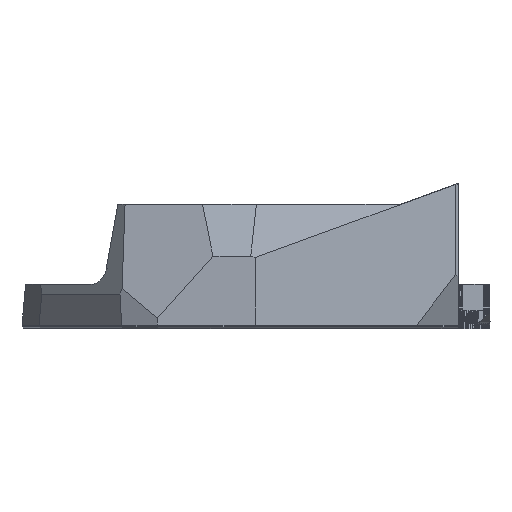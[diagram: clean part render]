
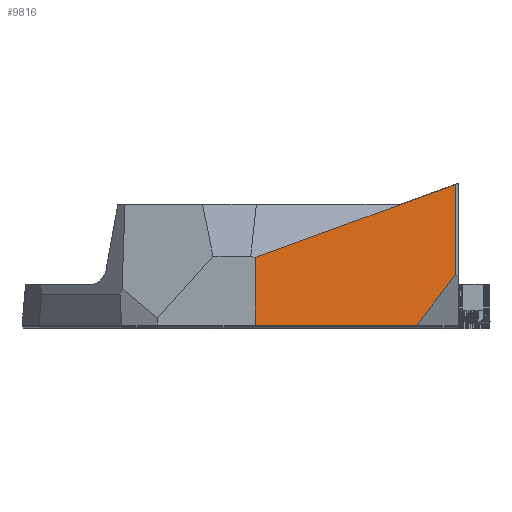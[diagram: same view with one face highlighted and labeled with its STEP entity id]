
A CAD part, left-side view. The second image highlights one B-rep face of the part: STEP entity #9816.
In plain terms, the highlighted planar face has unit normal (-0.984, -0.174, -0.043).
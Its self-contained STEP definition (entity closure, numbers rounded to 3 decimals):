
#549 = LINE ( 'NONE', #677, #2082 ) ;
#677 = CARTESIAN_POINT ( 'NONE',  ( -31.405, 14.664, 24.213 ) ) ;
#781 = VERTEX_POINT ( 'NONE', #13122 ) ;
#959 = VERTEX_POINT ( 'NONE', #14931 ) ;
#1047 = ORIENTED_EDGE ( 'NONE', *, *, #9659, .T. ) ;
#1861 = ORIENTED_EDGE ( 'NONE', *, *, #22477, .T. ) ;
#2082 = VECTOR ( 'NONE', #23629, 1000. ) ;
#2569 = ORIENTED_EDGE ( 'NONE', *, *, #22732, .F. ) ;
#3199 = VECTOR ( 'NONE', #16725, 1000. ) ;
#4859 = ORIENTED_EDGE ( 'NONE', *, *, #11275, .T. ) ;
#4994 = CARTESIAN_POINT ( 'NONE',  ( -30.083, 6.432, 27.207 ) ) ;
#7128 = LINE ( 'NONE', #20362, #3199 ) ;
#7190 = CARTESIAN_POINT ( 'NONE',  ( -31.985, 22.479, 5.923 ) ) ;
#7549 = FACE_OUTER_BOUND ( 'NONE', #11687, .T. ) ;
#9184 = VERTEX_POINT ( 'NONE', #12999 ) ;
#9305 = DIRECTION ( 'NONE',  ( 0.174, -0.985, 0. ) ) ;
#9459 = CARTESIAN_POINT ( 'NONE',  ( -34.951, 36.741, 16.184 ) ) ;
#9659 = EDGE_CURVE ( 'NONE', #24110, #19268, #21438, .T. ) ;
#9816 = ADVANCED_FACE ( 'NONE', ( #7549 ), #16662, .T. ) ;
#10739 = EDGE_CURVE ( 'NONE', #20773, #959, #24569, .T. ) ;
#11275 = EDGE_CURVE ( 'NONE', #9184, #24110, #7128, .T. ) ;
#11687 = EDGE_LOOP ( 'NONE', ( #1861, #14812, #15578, #2569, #4859, #1047 ) ) ;
#12999 = CARTESIAN_POINT ( 'NONE',  ( -29.487, 6.432, 13.565 ) ) ;
#13089 = EDGE_CURVE ( 'NONE', #959, #781, #22308, .T. ) ;
#13122 = CARTESIAN_POINT ( 'NONE',  ( -30.196, 12.341, 5.923 ) ) ;
#13485 = DIRECTION ( 'NONE',  ( -0.073, 0.61, -0.789 ) ) ;
#13576 = DIRECTION ( 'NONE',  ( -0.149, 0.929, -0.338 ) ) ;
#13813 = CARTESIAN_POINT ( 'NONE',  ( -34.951, 36.741, 16.184 ) ) ;
#14144 = CARTESIAN_POINT ( 'NONE',  ( -31.405, 14.664, 24.213 ) ) ;
#14812 = ORIENTED_EDGE ( 'NONE', *, *, #10739, .T. ) ;
#14931 = CARTESIAN_POINT ( 'NONE',  ( -34.503, 36.741, 5.923 ) ) ;
#15151 = AXIS2_PLACEMENT_3D ( 'NONE', #18663, #22549, #9305 ) ;
#15347 = CARTESIAN_POINT ( 'NONE',  ( -29.487, 6.432, 13.565 ) ) ;
#15569 = VECTOR ( 'NONE', #23931, 1000. ) ;
#15578 = ORIENTED_EDGE ( 'NONE', *, *, #13089, .T. ) ;
#15927 = CARTESIAN_POINT ( 'NONE',  ( -30.083, 6.432, 27.207 ) ) ;
#16662 = PLANE ( 'NONE',  #15151 ) ;
#16725 = DIRECTION ( 'NONE',  ( -0.044, 0., 0.999 ) ) ;
#16765 = VECTOR ( 'NONE', #13576, 1000. ) ;
#18444 = VECTOR ( 'NONE', #13485, 1000. ) ;
#18663 = CARTESIAN_POINT ( 'NONE',  ( -32.119, 22.455, 9.067 ) ) ;
#19268 = VERTEX_POINT ( 'NONE', #14144 ) ;
#19606 = VECTOR ( 'NONE', #21065, 1000. ) ;
#20362 = CARTESIAN_POINT ( 'NONE',  ( -29.487, 6.432, 13.565 ) ) ;
#20773 = VERTEX_POINT ( 'NONE', #13813 ) ;
#21065 = DIRECTION ( 'NONE',  ( 0.044, 0., -0.999 ) ) ;
#21438 = LINE ( 'NONE', #15927, #16765 ) ;
#22308 = LINE ( 'NONE', #7190, #15569 ) ;
#22477 = EDGE_CURVE ( 'NONE', #19268, #20773, #549, .T. ) ;
#22549 = DIRECTION ( 'NONE',  ( -0.984, -0.174, -0.043 ) ) ;
#22609 = LINE ( 'NONE', #15347, #18444 ) ;
#22732 = EDGE_CURVE ( 'NONE', #9184, #781, #22609, .T. ) ;
#23629 = DIRECTION ( 'NONE',  ( -0.149, 0.929, -0.338 ) ) ;
#23931 = DIRECTION ( 'NONE',  ( 0.174, -0.985, 0. ) ) ;
#24110 = VERTEX_POINT ( 'NONE', #4994 ) ;
#24569 = LINE ( 'NONE', #9459, #19606 ) ;
